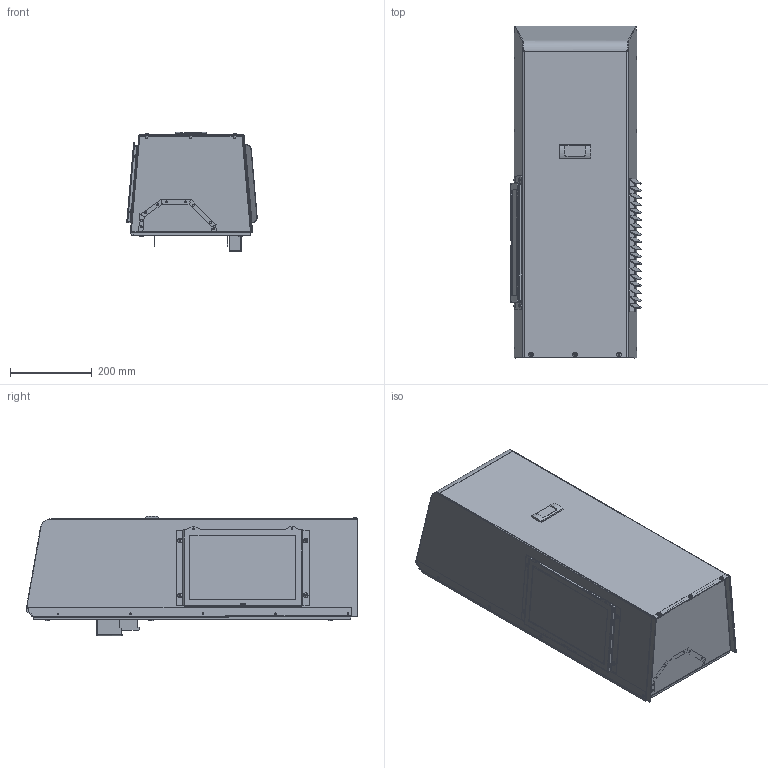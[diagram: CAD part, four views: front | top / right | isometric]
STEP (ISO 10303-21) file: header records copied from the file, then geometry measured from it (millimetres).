
FILE_DESCRIPTION (( 'STEP AP214' ), '1' );
FILE_NAME ('TA10-033-46-12.STEP', '2023-03-10T17:24:50', ( '' ), ( '' ), 'SwSTEP 2.0', 'SolidWorks 2021', '' );
FILE_SCHEMA (( 'AUTOMOTIVE_DESIGN' ));
Length unit declared in the file: inch
Products named in the file (1): TA10-033-46-12
Bounding box: 319.4 x 813.41 x 293.42 mm (x, y, z)
Volume: 2368597.6 mm3; surface area: 2342300.6 mm2
Topology: 1 solids, 7 shells, 1956 faces, 5344 edges, 3455 vertices
Faces by surface type: plane 1208, cylinder 567, bspline 110, cone 25, torus 23, sphere 23
Full cylindrical faces by diameter (mm): 2.205 x1, 2.515 x3, 3.454 x1, 4.039 x11, 4.826 x14, 4.928 x17, 5.182 x5, 5.563 x15, 6.299 x4, 8.966 x2, 10.032 x1, 10.16 x2, 23.012 x1, 154.178 x1
Entity records: 71235 total; most frequent: CARTESIAN_POINT 22245, ORIENTED_EDGE 10262, DIRECTION 9634, EDGE_CURVE 5131, LINE 3594, VECTOR 3594, VERTEX_POINT 3383, AXIS2_PLACEMENT_3D 3020
